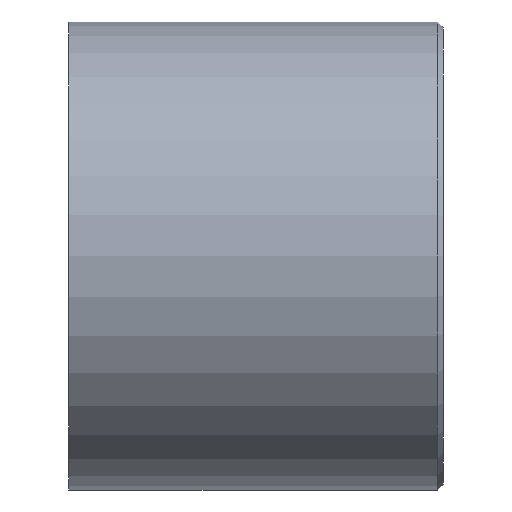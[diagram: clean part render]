
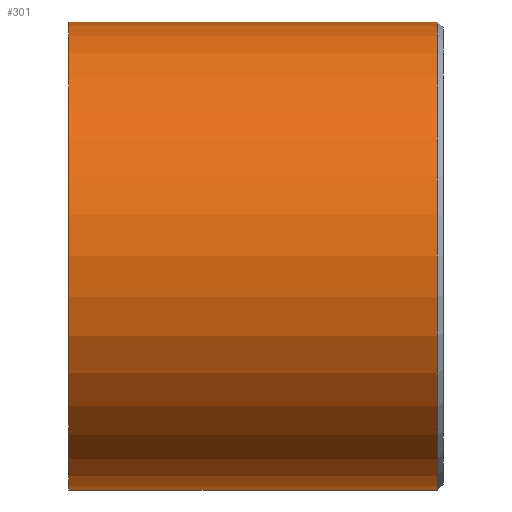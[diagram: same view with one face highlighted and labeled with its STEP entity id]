
A CAD part, front view. The second image highlights one B-rep face of the part: STEP entity #301.
In plain terms, the highlighted cylindrical face has radius 4 mm (diameter 8 mm), a partial arc.
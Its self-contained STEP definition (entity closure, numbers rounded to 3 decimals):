
#17 = AXIS2_PLACEMENT_3D ( 'NONE', #159, #297, #166 ) ;
#21 = AXIS2_PLACEMENT_3D ( 'NONE', #311, #28, #201 ) ;
#25 = ORIENTED_EDGE ( 'NONE', *, *, #68, .T. ) ;
#28 = DIRECTION ( 'NONE',  ( 1., 0., 0. ) ) ;
#29 = CIRCLE ( 'NONE', #21, 4. ) ;
#44 = VERTEX_POINT ( 'NONE', #205 ) ;
#56 = ORIENTED_EDGE ( 'NONE', *, *, #161, .T. ) ;
#68 = EDGE_CURVE ( 'NONE', #79, #44, #29, .T. ) ;
#72 = VECTOR ( 'NONE', #143, 1000. ) ;
#79 = VERTEX_POINT ( 'NONE', #206 ) ;
#95 = VECTOR ( 'NONE', #140, 1000. ) ;
#103 = CARTESIAN_POINT ( 'NONE',  ( 6.3, 0., 0. ) ) ;
#138 = CARTESIAN_POINT ( 'NONE',  ( 6.4, 0., -4. ) ) ;
#140 = DIRECTION ( 'NONE',  ( -1., 0., 0. ) ) ;
#143 = DIRECTION ( 'NONE',  ( -1., 0., 0. ) ) ;
#159 = CARTESIAN_POINT ( 'NONE',  ( 6.4, 0., 0. ) ) ;
#161 = EDGE_CURVE ( 'NONE', #338, #79, #251, .T. ) ;
#162 = CYLINDRICAL_SURFACE ( 'NONE', #17, 4. ) ;
#164 = EDGE_LOOP ( 'NONE', ( #316, #304, #56, #25 ) ) ;
#166 = DIRECTION ( 'NONE',  ( 0., 0., 1. ) ) ;
#194 = FACE_OUTER_BOUND ( 'NONE', #164, .T. ) ;
#201 = DIRECTION ( 'NONE',  ( 0., 0., -1. ) ) ;
#205 = CARTESIAN_POINT ( 'NONE',  ( 0., 0., -4. ) ) ;
#206 = CARTESIAN_POINT ( 'NONE',  ( 0., 0., 4. ) ) ;
#218 = DIRECTION ( 'NONE',  ( -1., 0., 0. ) ) ;
#247 = DIRECTION ( 'NONE',  ( 0., 0., -1. ) ) ;
#249 = CARTESIAN_POINT ( 'NONE',  ( 6.3, 0., -4. ) ) ;
#251 = LINE ( 'NONE', #278, #95 ) ;
#259 = CIRCLE ( 'NONE', #306, 4. ) ;
#278 = CARTESIAN_POINT ( 'NONE',  ( 6.4, 0., 4. ) ) ;
#281 = CARTESIAN_POINT ( 'NONE',  ( 6.3, 0., 4. ) ) ;
#297 = DIRECTION ( 'NONE',  ( -1., 0., 0. ) ) ;
#301 = ADVANCED_FACE ( 'NONE', ( #194 ), #162, .T. ) ;
#303 = LINE ( 'NONE', #138, #72 ) ;
#304 = ORIENTED_EDGE ( 'NONE', *, *, #319, .T. ) ;
#306 = AXIS2_PLACEMENT_3D ( 'NONE', #103, #218, #247 ) ;
#311 = CARTESIAN_POINT ( 'NONE',  ( 0., 0., 0. ) ) ;
#316 = ORIENTED_EDGE ( 'NONE', *, *, #329, .F. ) ;
#319 = EDGE_CURVE ( 'NONE', #321, #338, #259, .T. ) ;
#321 = VERTEX_POINT ( 'NONE', #249 ) ;
#329 = EDGE_CURVE ( 'NONE', #321, #44, #303, .T. ) ;
#338 = VERTEX_POINT ( 'NONE', #281 ) ;
